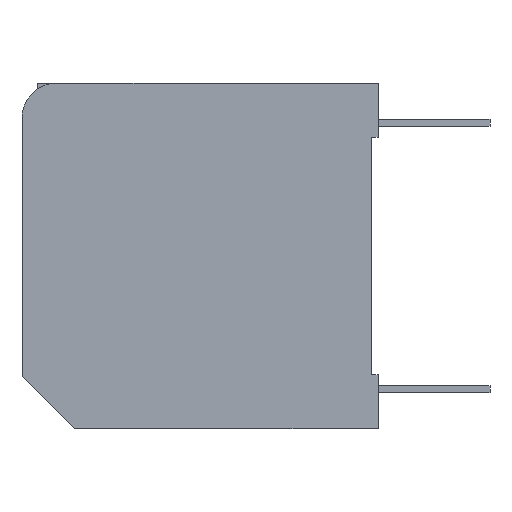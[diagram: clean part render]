
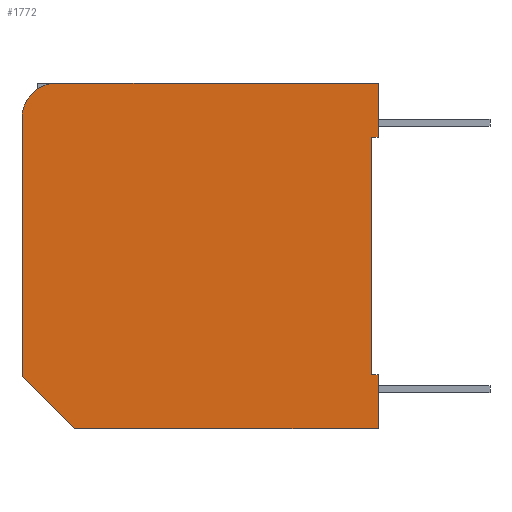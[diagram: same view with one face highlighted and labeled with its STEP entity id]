
A CAD part, left-side view. The second image highlights one B-rep face of the part: STEP entity #1772.
In plain terms, the highlighted planar face has unit normal (-1, 0, 0).
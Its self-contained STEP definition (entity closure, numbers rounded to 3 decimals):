
#3 = ORIENTED_EDGE ( 'NONE', *, *, #3945, .T. ) ;
#25 = CARTESIAN_POINT ( 'NONE',  ( -2.05, 10.2, -3.45 ) ) ;
#38 = EDGE_CURVE ( 'NONE', #268, #362, #1845, .T. ) ;
#89 = ORIENTED_EDGE ( 'NONE', *, *, #1506, .F. ) ;
#268 = VERTEX_POINT ( 'NONE', #1998 ) ;
#326 = LINE ( 'NONE', #327, #328 ) ;
#327 = CARTESIAN_POINT ( 'NONE',  ( -2.05, -1.673, 3.4 ) ) ;
#328 = VECTOR ( 'NONE', #329, 1000. ) ;
#329 = DIRECTION ( 'NONE',  ( 0., 1., 0. ) ) ;
#342 = ORIENTED_EDGE ( 'NONE', *, *, #3899, .T. ) ;
#362 = VERTEX_POINT ( 'NONE', #2085 ) ;
#399 = ORIENTED_EDGE ( 'NONE', *, *, #3560, .T. ) ;
#541 = CARTESIAN_POINT ( 'NONE',  ( -2.05, 0., 3.4 ) ) ;
#582 = VERTEX_POINT ( 'NONE', #2226 ) ;
#656 = ORIENTED_EDGE ( 'NONE', *, *, #747, .T. ) ;
#658 = EDGE_CURVE ( 'NONE', #582, #1562, #2288, .T. ) ;
#747 = EDGE_CURVE ( 'NONE', #268, #3767, #2321, .T. ) ;
#774 = CARTESIAN_POINT ( 'NONE',  ( -2.05, 8.7, -4.95 ) ) ;
#918 = CARTESIAN_POINT ( 'NONE',  ( -2.05, 0.2, 3.4 ) ) ;
#992 = LINE ( 'NONE', #993, #994 ) ;
#993 = CARTESIAN_POINT ( 'NONE',  ( -2.05, 10.2, -3.45 ) ) ;
#994 = VECTOR ( 'NONE', #995, 1000. ) ;
#995 = DIRECTION ( 'NONE',  ( 0., -0.707, -0.707 ) ) ;
#1038 = ORIENTED_EDGE ( 'NONE', *, *, #1164, .T. ) ;
#1164 = EDGE_CURVE ( 'NONE', #1530, #362, #2601, .T. ) ;
#1319 = ORIENTED_EDGE ( 'NONE', *, *, #3709, .T. ) ;
#1463 = EDGE_LOOP ( 'NONE', ( #1563, #656, #1780, #342, #3, #1319, #399, #1519, #89, #1038 ) ) ;
#1506 = EDGE_CURVE ( 'NONE', #1530, #1562, #326, .T. ) ;
#1519 = ORIENTED_EDGE ( 'NONE', *, *, #658, .T. ) ;
#1530 = VERTEX_POINT ( 'NONE', #541 ) ;
#1562 = VERTEX_POINT ( 'NONE', #918 ) ;
#1563 = ORIENTED_EDGE ( 'NONE', *, *, #38, .F. ) ;
#1772 = ADVANCED_FACE ( 'NONE', ( #3573 ), #3574, .F. ) ;
#1780 = ORIENTED_EDGE ( 'NONE', *, *, #3401, .F. ) ;
#1845 = LINE ( 'NONE', #1846, #1847 ) ;
#1846 = CARTESIAN_POINT ( 'NONE',  ( -2.05, 10.2, 4.95 ) ) ;
#1847 = VECTOR ( 'NONE', #1848, 1000. ) ;
#1848 = DIRECTION ( 'NONE',  ( 0., -1., 0. ) ) ;
#1998 = CARTESIAN_POINT ( 'NONE',  ( -2.05, 9.2, 4.95 ) ) ;
#2085 = CARTESIAN_POINT ( 'NONE',  ( -2.05, 0., 4.95 ) ) ;
#2138 = LINE ( 'NONE', #2139, #2140 ) ;
#2139 = CARTESIAN_POINT ( 'NONE',  ( -2.05, 0., -4.95 ) ) ;
#2140 = VECTOR ( 'NONE', #2143, 1000. ) ;
#2143 = DIRECTION ( 'NONE',  ( 0., 0., 1. ) ) ;
#2226 = CARTESIAN_POINT ( 'NONE',  ( -2.05, 0.2, -3.4 ) ) ;
#2288 = LINE ( 'NONE', #2289, #2290 ) ;
#2289 = CARTESIAN_POINT ( 'NONE',  ( -2.05, 0.2, -4.95 ) ) ;
#2290 = VECTOR ( 'NONE', #2291, 1000. ) ;
#2291 = DIRECTION ( 'NONE',  ( 0., 0., 1. ) ) ;
#2303 = CARTESIAN_POINT ( 'NONE',  ( -2.05, 0., -3.4 ) ) ;
#2321 = CIRCLE ( 'NONE', #2322, 1. ) ;
#2322 = AXIS2_PLACEMENT_3D ( 'NONE', #2323, #2324, #2325 ) ;
#2323 = CARTESIAN_POINT ( 'NONE',  ( -2.05, 9.2, 3.95 ) ) ;
#2324 = DIRECTION ( 'NONE',  ( -1., 0., 0. ) ) ;
#2325 = DIRECTION ( 'NONE',  ( 0., 0., -1. ) ) ;
#2326 = CARTESIAN_POINT ( 'NONE',  ( -2.05, 0., -4.95 ) ) ;
#2419 = VERTEX_POINT ( 'NONE', #774 ) ;
#2601 = LINE ( 'NONE', #2602, #2603 ) ;
#2602 = CARTESIAN_POINT ( 'NONE',  ( -2.05, 0., 4.95 ) ) ;
#2603 = VECTOR ( 'NONE', #2604, 1000. ) ;
#2604 = DIRECTION ( 'NONE',  ( 0., 0., 1. ) ) ;
#2828 = CARTESIAN_POINT ( 'NONE',  ( -2.05, 10.2, 3.95 ) ) ;
#3286 = LINE ( 'NONE', #3287, #3293 ) ;
#3287 = CARTESIAN_POINT ( 'NONE',  ( -2.05, 10.2, -4.95 ) ) ;
#3293 = VECTOR ( 'NONE', #3294, 1000. ) ;
#3294 = DIRECTION ( 'NONE',  ( 0., 0., 1. ) ) ;
#3372 = LINE ( 'NONE', #3373, #3374 ) ;
#3373 = CARTESIAN_POINT ( 'NONE',  ( -2.05, 10.2, -4.95 ) ) ;
#3374 = VECTOR ( 'NONE', #3375, 1000. ) ;
#3375 = DIRECTION ( 'NONE',  ( 0., -1., 0. ) ) ;
#3401 = EDGE_CURVE ( 'NONE', #3620, #3767, #3286, .T. ) ;
#3560 = EDGE_CURVE ( 'NONE', #3729, #582, #3580, .T. ) ;
#3573 = FACE_OUTER_BOUND ( 'NONE', #1463, .T. ) ;
#3574 = PLANE ( 'NONE',  #3575 ) ;
#3575 = AXIS2_PLACEMENT_3D ( 'NONE', #3576, #3577, #3578 ) ;
#3576 = CARTESIAN_POINT ( 'NONE',  ( -2.05, 10.2, -4.95 ) ) ;
#3577 = DIRECTION ( 'NONE',  ( 1., 0., 0. ) ) ;
#3578 = DIRECTION ( 'NONE',  ( 0., 0., -1. ) ) ;
#3580 = LINE ( 'NONE', #3584, #3585 ) ;
#3584 = CARTESIAN_POINT ( 'NONE',  ( -2.05, -1.673, -3.4 ) ) ;
#3585 = VECTOR ( 'NONE', #3586, 1000. ) ;
#3586 = DIRECTION ( 'NONE',  ( 0., 1., 0. ) ) ;
#3620 = VERTEX_POINT ( 'NONE', #25 ) ;
#3709 = EDGE_CURVE ( 'NONE', #3732, #3729, #2138, .T. ) ;
#3729 = VERTEX_POINT ( 'NONE', #2303 ) ;
#3732 = VERTEX_POINT ( 'NONE', #2326 ) ;
#3767 = VERTEX_POINT ( 'NONE', #2828 ) ;
#3899 = EDGE_CURVE ( 'NONE', #3620, #2419, #992, .T. ) ;
#3945 = EDGE_CURVE ( 'NONE', #2419, #3732, #3372, .T. ) ;
